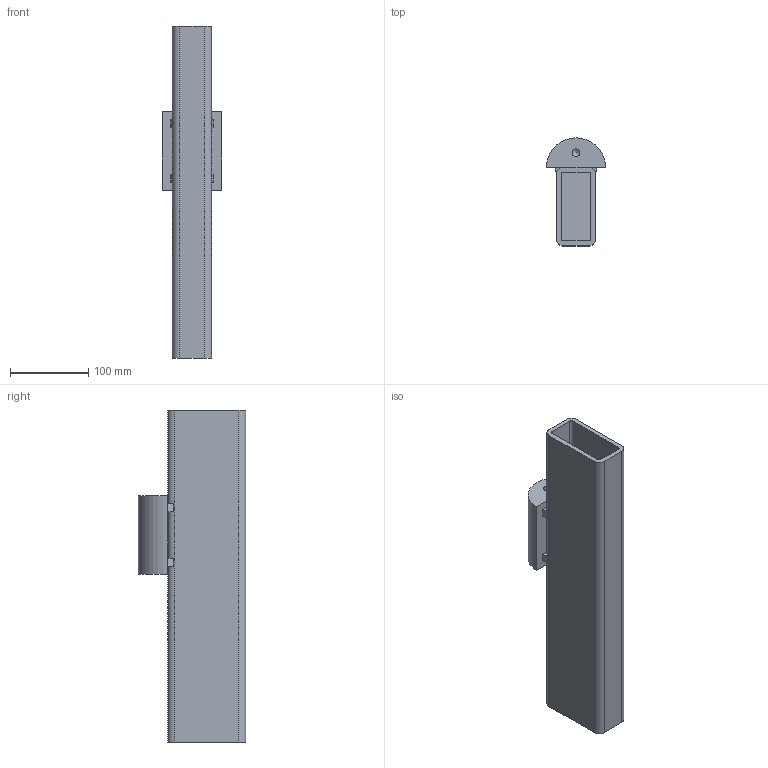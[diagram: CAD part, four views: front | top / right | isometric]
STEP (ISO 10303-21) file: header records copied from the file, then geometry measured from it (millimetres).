
FILE_DESCRIPTION(/* description */ (''),/* implementation_level */ '2;1');
FILE_NAME(/* name */ 'DTF 120.stp',/* time_stamp */ '2020-01-06T14:03:19+01:00',/* author */ ('Bruker'),/* organization */ (''),/* preprocessor_version */ 'ST-DEVELOPER v18',/* originating_system */ 'Autodesk Inventor 2020',/* authorisation */ '');
FILE_SCHEMA (('AUTOMOTIVE_DESIGN { 1 0 10303 214 3 1 1 }'));
Length unit declared in the file: millimetre
Products named in the file (5): DTF 120; DTF 120_1; EN 10210-2 - 100 x 50 x 6 - 425; DTS 120-3 Halvmåne; BWC 40-265-2-3 Skumgummi til innerrør
Assembly tree (4 placements, depth 2):
  DTF 120
    DTF 120_1
    EN 10210-2 - 100 x 50 x 6 - 425
    DTS 120-3 Halvmåne
    BWC 40-265-2-3 Skumgummi til innerrør
Bounding box: 76 x 138 x 425 mm (x, y, z)
Volume: 1071800.7 mm3; surface area: 274531.5 mm2
Topology: 7 solids, 7 shells, 197 faces, 523 edges, 349 vertices
Faces by surface type: plane 110, bspline 68, cylinder 18, cone 1
Full cylindrical faces by diameter (mm): 10.106 x1
Entity records: 6849 total; most frequent: CARTESIAN_POINT 2161, ORIENTED_EDGE 1044, DIRECTION 702, EDGE_CURVE 522, VERTEX_POINT 349, LINE 348, VECTOR 348, EDGE_LOOP 209
